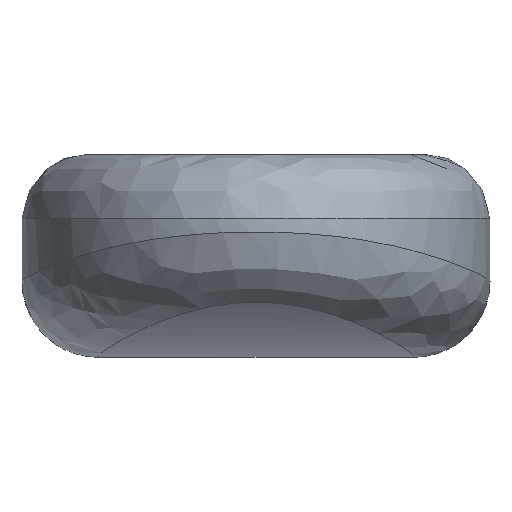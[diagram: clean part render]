
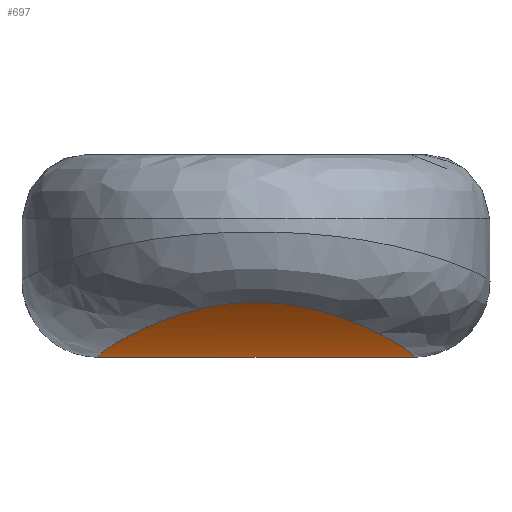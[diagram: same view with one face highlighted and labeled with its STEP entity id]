
A CAD part, front view. The second image highlights one B-rep face of the part: STEP entity #697.
In plain terms, the highlighted cylindrical face has radius 120.488 mm (diameter 240.976 mm), a partial arc.
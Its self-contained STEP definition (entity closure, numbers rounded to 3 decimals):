
#26=LINE('',#2869,#31);
#31=VECTOR('',#833,10.);
#36=CYLINDRICAL_SURFACE('',#756,120.488);
#79=FACE_OUTER_BOUND('',#128,.T.);
#128=EDGE_LOOP('',(#586,#587));
#201=B_SPLINE_CURVE_WITH_KNOTS('',3,(#2645,#2646,#2647,#2648,#2649,#2650,
#2651,#2652,#2653,#2654,#2655,#2656,#2657,#2658,#2659,#2660),
 .UNSPECIFIED.,.F.,.F.,(4,1,1,1,1,1,1,1,1,1,1,1,1,4),(3.505,4.916,
5.621,6.327,7.032,7.737,8.208,
8.678,9.148,9.618,10.559,11.617,
11.969,13.38),.UNSPECIFIED.);
#293=VERTEX_POINT('',#2643);
#294=VERTEX_POINT('',#2644);
#392=EDGE_CURVE('',#293,#294,#201,.T.);
#399=EDGE_CURVE('',#294,#293,#26,.T.);
#586=ORIENTED_EDGE('',*,*,#392,.F.);
#587=ORIENTED_EDGE('',*,*,#399,.F.);
#697=ADVANCED_FACE('',(#79),#36,.T.);
#756=AXIS2_PLACEMENT_3D('',#2868,#831,#832);
#831=DIRECTION('center_axis',(1.,0.,0.));
#832=DIRECTION('ref_axis',(0.,0.437,0.9));
#833=DIRECTION('',(-1.,0.,0.));
#2643=CARTESIAN_POINT('',(-24.998,0.,0.));
#2644=CARTESIAN_POINT('',(24.998,0.,0.));
#2645=CARTESIAN_POINT('Ctrl Pts',(-24.998,0.,
0.));
#2646=CARTESIAN_POINT('Ctrl Pts',(-25.041,-5.218,0.199));
#2647=CARTESIAN_POINT('Ctrl Pts',(-24.122,-13.036,1.023));
#2648=CARTESIAN_POINT('Ctrl Pts',(-20.905,-22.694,2.972));
#2649=CARTESIAN_POINT('Ctrl Pts',(-17.445,-29.329,4.727));
#2650=CARTESIAN_POINT('Ctrl Pts',(-12.861,-35.047,6.58));
#2651=CARTESIAN_POINT('Ctrl Pts',(-7.671,-38.84,8.005));
#2652=CARTESIAN_POINT('Ctrl Pts',(-2.38,-40.551,8.692));
#2653=CARTESIAN_POINT('Ctrl Pts',(2.38,-40.55,8.691));
#2654=CARTESIAN_POINT('Ctrl Pts',(6.912,-39.09,8.105));
#2655=CARTESIAN_POINT('Ctrl Pts',(12.284,-35.646,6.799));
#2656=CARTESIAN_POINT('Ctrl Pts',(17.859,-29.127,4.603));
#2657=CARTESIAN_POINT('Ctrl Pts',(21.389,-21.519,2.693));
#2658=CARTESIAN_POINT('Ctrl Pts',(24.277,-11.733,0.885));
#2659=CARTESIAN_POINT('Ctrl Pts',(25.041,-5.218,0.199));
#2660=CARTESIAN_POINT('Ctrl Pts',(24.998,0.,
0.));
#2868=CARTESIAN_POINT('Origin',(0.,4.6,120.4));
#2869=CARTESIAN_POINT('',(0.,0.,0.));
